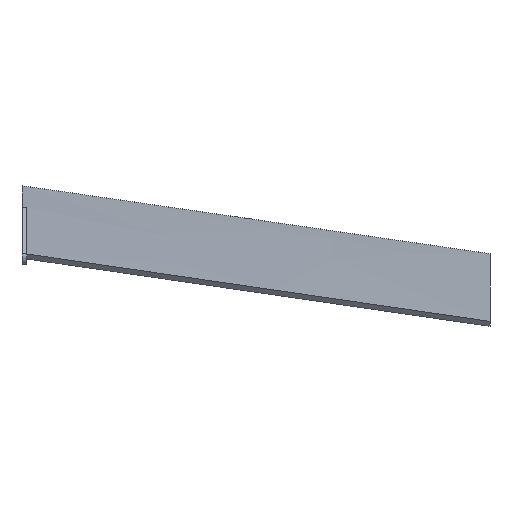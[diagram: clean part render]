
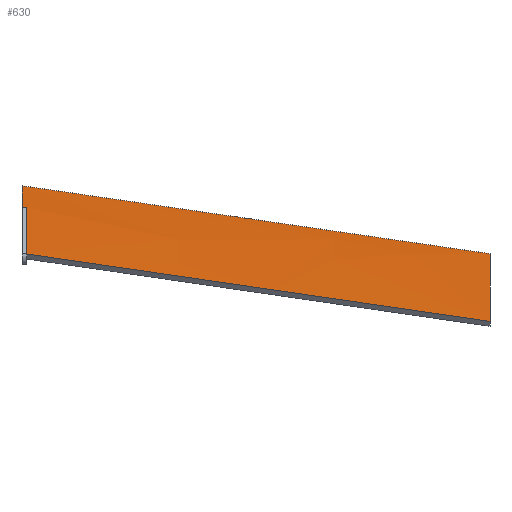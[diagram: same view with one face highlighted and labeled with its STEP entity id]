
A CAD part, top view. The second image highlights one B-rep face of the part: STEP entity #630.
In plain terms, the highlighted free-form (B-spline) face has degree [3, 3] with [8, 4] control points.
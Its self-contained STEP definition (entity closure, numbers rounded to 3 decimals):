
#15=B_SPLINE_SURFACE_WITH_KNOTS('',3,3,((#901,#902,#903,#904),(#905,#906,
#907,#908),(#909,#910,#911,#912),(#913,#914,#915,#916),(#917,#918,#919,
#920),(#921,#922,#923,#924),(#925,#926,#927,#928),(#929,#930,#931,#932)),
 .UNSPECIFIED.,.F.,.F.,.F.,(4,1,1,1,1,4),(4,4),(0.,0.029,0.087,
0.145,0.174,0.203),(0.363,
0.876),.UNSPECIFIED.);
#37=FACE_OUTER_BOUND('',#74,.T.);
#74=EDGE_LOOP('',(#442,#443,#444,#445,#446,#447,#448));
#118=LINE('',#963,#189);
#189=VECTOR('',#744,448.659);
#249=B_SPLINE_CURVE_WITH_KNOTS('',3,(#858,#859,#860,#861),.UNSPECIFIED.,
 .F.,.F.,(4,4),(-0.29,-0.05),.UNSPECIFIED.);
#250=B_SPLINE_CURVE_WITH_KNOTS('',3,(#874,#875,#876,#877),.UNSPECIFIED.,
 .F.,.F.,(4,4),(-0.24,0.),.UNSPECIFIED.);
#251=B_SPLINE_CURVE_WITH_KNOTS('',3,(#897,#898,#899,#900),.UNSPECIFIED.,
 .F.,.F.,(4,4),(-2.718,-0.567),.UNSPECIFIED.);
#252=B_SPLINE_CURVE_WITH_KNOTS('',3,(#934,#935,#936,#937,#938,#939,#940,
#941,#942,#943,#944),.UNSPECIFIED.,.F.,.F.,(4,1,1,1,1,1,1,1,4),(5.805,
16.629,17.986,19.343,20.022,20.7,
22.057,23.414,24.771),.UNSPECIFIED.);
#253=B_SPLINE_CURVE_WITH_KNOTS('',3,(#946,#947,#948,#949,#950,#951,#952,
#953,#954,#955,#956,#957,#958,#959,#960,#961),.UNSPECIFIED.,.F.,.F.,(4,
3,3,3,3,4),(-10.846,-10.601,-10.111,-9.621,
-9.376,-9.131),.UNSPECIFIED.);
#254=B_SPLINE_CURVE_WITH_KNOTS('',3,(#964,#965,#966,#967,#968,#969,#970),
 .UNSPECIFIED.,.F.,.F.,(4,3,4),(-9.677,-9.505,-9.318),
 .UNSPECIFIED.);
#264=VERTEX_POINT('',#856);
#265=VERTEX_POINT('',#857);
#269=VERTEX_POINT('',#872);
#270=VERTEX_POINT('',#873);
#276=VERTEX_POINT('',#933);
#277=VERTEX_POINT('',#945);
#278=VERTEX_POINT('',#962);
#323=EDGE_CURVE('',#264,#265,#249,.T.);
#329=EDGE_CURVE('',#269,#270,#250,.T.);
#340=EDGE_CURVE('',#265,#269,#251,.T.);
#341=EDGE_CURVE('',#276,#270,#252,.T.);
#342=EDGE_CURVE('',#277,#276,#253,.T.);
#343=EDGE_CURVE('',#278,#277,#118,.T.);
#344=EDGE_CURVE('',#278,#264,#254,.T.);
#442=ORIENTED_EDGE('',*,*,#323,.T.);
#443=ORIENTED_EDGE('',*,*,#340,.T.);
#444=ORIENTED_EDGE('',*,*,#329,.T.);
#445=ORIENTED_EDGE('',*,*,#341,.F.);
#446=ORIENTED_EDGE('',*,*,#342,.F.);
#447=ORIENTED_EDGE('',*,*,#343,.F.);
#448=ORIENTED_EDGE('',*,*,#344,.T.);
#630=ADVANCED_FACE('',(#37),#15,.T.);
#744=DIRECTION('',(0.99,-0.144,-0.001));
#856=CARTESIAN_POINT('',(167.,195.944,1.289));
#857=CARTESIAN_POINT('',(169.4,195.944,1.263));
#858=CARTESIAN_POINT('Ctrl Pts',(167.,195.944,1.289));
#859=CARTESIAN_POINT('Ctrl Pts',(167.8,195.944,1.28));
#860=CARTESIAN_POINT('Ctrl Pts',(168.6,195.944,1.271));
#861=CARTESIAN_POINT('Ctrl Pts',(169.4,195.944,1.263));
#872=CARTESIAN_POINT('',(169.4,173.651,3.25));
#873=CARTESIAN_POINT('',(167.,173.66,3.285));
#874=CARTESIAN_POINT('Ctrl Pts',(169.4,173.651,3.25));
#875=CARTESIAN_POINT('Ctrl Pts',(168.6,173.654,3.262));
#876=CARTESIAN_POINT('Ctrl Pts',(167.8,173.657,3.273));
#877=CARTESIAN_POINT('Ctrl Pts',(167.,173.66,3.285));
#897=CARTESIAN_POINT('Ctrl Pts',(169.4,195.944,1.263));
#898=CARTESIAN_POINT('Ctrl Pts',(169.4,188.844,1.777));
#899=CARTESIAN_POINT('Ctrl Pts',(169.4,181.057,2.504));
#900=CARTESIAN_POINT('Ctrl Pts',(169.4,173.651,3.25));
#901=CARTESIAN_POINT('Ctrl Pts',(167.,206.614,0.667));
#902=CARTESIAN_POINT('Ctrl Pts',(243.,195.576,0.619));
#903=CARTESIAN_POINT('Ctrl Pts',(319.,184.538,0.571));
#904=CARTESIAN_POINT('Ctrl Pts',(395.,173.499,0.522));
#905=CARTESIAN_POINT('Ctrl Pts',(167.,205.162,0.723));
#906=CARTESIAN_POINT('Ctrl Pts',(243.,194.318,0.667));
#907=CARTESIAN_POINT('Ctrl Pts',(319.,183.463,0.612));
#908=CARTESIAN_POINT('Ctrl Pts',(395.,172.618,0.556));
#909=CARTESIAN_POINT('Ctrl Pts',(167.,200.449,0.951));
#910=CARTESIAN_POINT('Ctrl Pts',(243.,190.048,0.875));
#911=CARTESIAN_POINT('Ctrl Pts',(319.,179.648,0.798));
#912=CARTESIAN_POINT('Ctrl Pts',(395.,169.246,0.722));
#913=CARTESIAN_POINT('Ctrl Pts',(167.,190.721,1.655));
#914=CARTESIAN_POINT('Ctrl Pts',(243.,180.731,1.539));
#915=CARTESIAN_POINT('Ctrl Pts',(319.,170.735,1.423));
#916=CARTESIAN_POINT('Ctrl Pts',(395.,160.745,1.307));
#917=CARTESIAN_POINT('Ctrl Pts',(167.,179.555,2.688));
#918=CARTESIAN_POINT('Ctrl Pts',(243.,170.394,2.497));
#919=CARTESIAN_POINT('Ctrl Pts',(319.,161.236,2.306));
#920=CARTESIAN_POINT('Ctrl Pts',(395.,152.074,2.114));
#921=CARTESIAN_POINT('Ctrl Pts',(167.,170.766,3.575));
#922=CARTESIAN_POINT('Ctrl Pts',(243.,162.346,3.316));
#923=CARTESIAN_POINT('Ctrl Pts',(319.,153.924,3.056));
#924=CARTESIAN_POINT('Ctrl Pts',(395.,145.504,2.796));
#925=CARTESIAN_POINT('Ctrl Pts',(167.,166.447,4.028));
#926=CARTESIAN_POINT('Ctrl Pts',(243.,158.366,3.734));
#927=CARTESIAN_POINT('Ctrl Pts',(319.,150.29,3.44));
#928=CARTESIAN_POINT('Ctrl Pts',(395.,142.209,3.147));
#929=CARTESIAN_POINT('Ctrl Pts',(167.,164.295,4.257));
#930=CARTESIAN_POINT('Ctrl Pts',(243.,156.378,3.946));
#931=CARTESIAN_POINT('Ctrl Pts',(319.,148.461,3.635));
#932=CARTESIAN_POINT('Ctrl Pts',(395.,140.543,3.324));
#933=CARTESIAN_POINT('',(395.,140.543,3.324));
#934=CARTESIAN_POINT('Ctrl Pts',(395.,140.543,3.324));
#935=CARTESIAN_POINT('Ctrl Pts',(357.242,146.027,3.313));
#936=CARTESIAN_POINT('Ctrl Pts',(311.976,152.602,3.301));
#937=CARTESIAN_POINT('Ctrl Pts',(255.29,160.836,3.292));
#938=CARTESIAN_POINT('Ctrl Pts',(240.715,162.953,3.29));
#939=CARTESIAN_POINT('Ctrl Pts',(228.796,164.684,3.289));
#940=CARTESIAN_POINT('Ctrl Pts',(216.928,166.408,3.288));
#941=CARTESIAN_POINT('Ctrl Pts',(202.156,168.553,3.286));
#942=CARTESIAN_POINT('Ctrl Pts',(184.53,171.113,3.285));
#943=CARTESIAN_POINT('Ctrl Pts',(172.835,172.812,3.285));
#944=CARTESIAN_POINT('Ctrl Pts',(167.,173.66,3.285));
#945=CARTESIAN_POINT('',(395.,173.499,0.522));
#946=CARTESIAN_POINT('Ctrl Pts',(395.,173.499,0.522));
#947=CARTESIAN_POINT('Ctrl Pts',(395.,172.618,0.556));
#948=CARTESIAN_POINT('Ctrl Pts',(395.,171.494,0.611));
#949=CARTESIAN_POINT('Ctrl Pts',(395.,170.178,0.687));
#950=CARTESIAN_POINT('Ctrl Pts',(395.,167.546,0.839));
#951=CARTESIAN_POINT('Ctrl Pts',(395.,164.146,1.073));
#952=CARTESIAN_POINT('Ctrl Pts',(395.,160.711,1.352));
#953=CARTESIAN_POINT('Ctrl Pts',(395.,157.277,1.63));
#954=CARTESIAN_POINT('Ctrl Pts',(395.,153.809,1.953));
#955=CARTESIAN_POINT('Ctrl Pts',(395.,150.462,2.288));
#956=CARTESIAN_POINT('Ctrl Pts',(395.,148.789,2.455));
#957=CARTESIAN_POINT('Ctrl Pts',(395.,147.146,2.626));
#958=CARTESIAN_POINT('Ctrl Pts',(395.,145.501,2.799));
#959=CARTESIAN_POINT('Ctrl Pts',(395.,143.856,2.971));
#960=CARTESIAN_POINT('Ctrl Pts',(395.,142.209,3.147));
#961=CARTESIAN_POINT('Ctrl Pts',(395.,140.543,3.324));
#962=CARTESIAN_POINT('',(167.,206.614,0.667));
#963=CARTESIAN_POINT('',(6.,229.998,0.77));
#964=CARTESIAN_POINT('Ctrl Pts',(167.,206.614,0.667));
#965=CARTESIAN_POINT('Ctrl Pts',(167.,205.162,0.723));
#966=CARTESIAN_POINT('Ctrl Pts',(167.,203.591,0.799));
#967=CARTESIAN_POINT('Ctrl Pts',(167.,201.895,0.897));
#968=CARTESIAN_POINT('Ctrl Pts',(167.,200.047,1.003));
#969=CARTESIAN_POINT('Ctrl Pts',(167.,198.051,1.135));
#970=CARTESIAN_POINT('Ctrl Pts',(167.,195.94,1.289));
